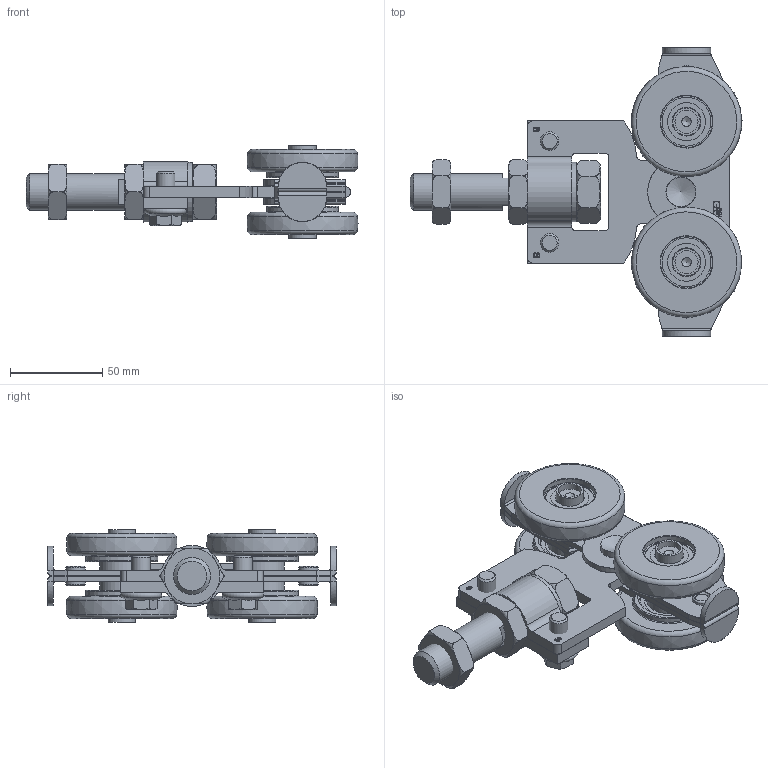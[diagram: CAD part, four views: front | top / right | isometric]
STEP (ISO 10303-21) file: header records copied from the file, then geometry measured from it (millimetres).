
FILE_DESCRIPTION(/* description */ (''),/* implementation_level */ '2;1');
FILE_NAME(/* name */ '9265S.stp',/* time_stamp */ '2017-11-23T11:56:15+01:00',/* author */ ('Lionel'),/* organization */ (''),/* preprocessor_version */ 'ST-DEVELOPER v16.5',/* originating_system */ 'Autodesk Inventor 2017',/* authorisation */ '');
FILE_SCHEMA (('AUTOMOTIVE_DESIGN { 1 0 10303 214 3 1 1 }'));
Length unit declared in the file: millimetre
Products named in the file (13): 9265S; 15180; 15003; 15210; 16448; 16447; 15017; 15004; 15746; 16113; 06017; 09008; 04523
Assembly tree (25 placements, depth 2):
  9265S
    15180  x2
    15003
    15210
    16448  x2
    16447  x4
    15017
    15004
    15746
    16113  x4
    06017  x2
    09008  x4
    04523  x2
Bounding box: 179.5 x 156 x 50 mm (x, y, z)
Volume: 309657 mm3; surface area: 156306.5 mm2
Topology: 57 solids, 65 shells, 1093 faces, 2691 edges, 1744 vertices
Faces by surface type: plane 502, cylinder 253, bspline 142, torus 120, cone 48, sphere 28
Full cylindrical faces by diameter (mm): 1.342 x2, 1.458 x2, 5.2 x8, 8.376 x2, 10 x2, 10.1 x2, 10.4 x4, 12.5 x4, 14.8 x4, 15 x4, 15.2 x4, 15.8 x1, 16.2 x5, 17.294 x2, 18 x1, 20 x6, 20.542 x8, 24 x4, 26.458 x8, 28 x4, 32 x5, 32.05 x8, 34.4 x4, 39 x4
Entity records: 17809 total; most frequent: CARTESIAN_POINT 4908, ORIENTED_EDGE 2650, DIRECTION 2341, EDGE_CURVE 1313, VERTEX_POINT 893, AXIS2_PLACEMENT_3D 824, EDGE_LOOP 714, LINE 693
